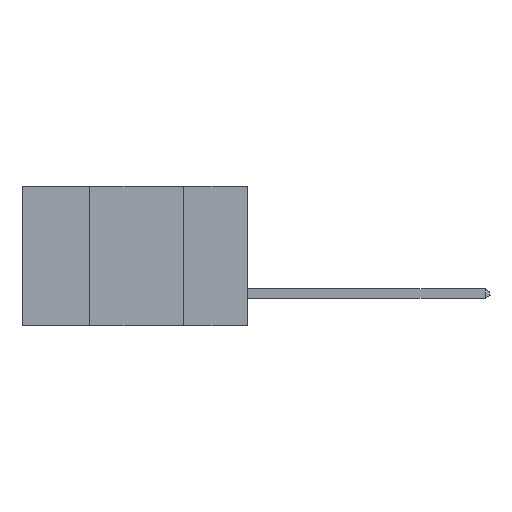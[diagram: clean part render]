
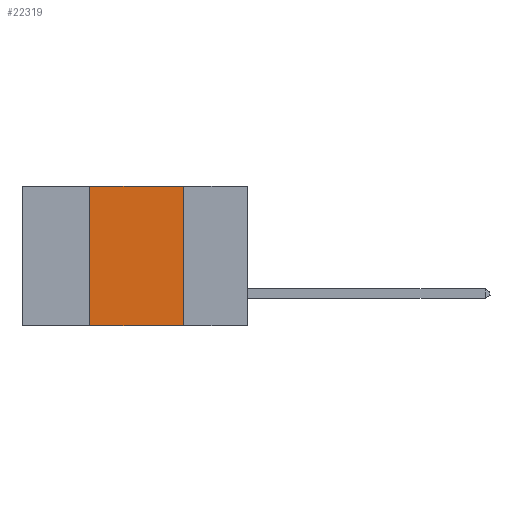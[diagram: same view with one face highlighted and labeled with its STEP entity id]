
A CAD part, left-side view. The second image highlights one B-rep face of the part: STEP entity #22319.
In plain terms, the highlighted planar face has unit normal (-1, 0, 0).
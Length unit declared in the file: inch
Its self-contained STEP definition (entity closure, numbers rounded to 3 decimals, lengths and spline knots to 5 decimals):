
#1200 = EDGE_CURVE ( 'NONE', #18315, #18172, #22493, .T. ) ;
#2632 = CARTESIAN_POINT ( 'NONE',  ( 0., 0.17, 0. ) ) ;
#3520 = VECTOR ( 'NONE', #11400, 39.37008 ) ;
#3824 = VERTEX_POINT ( 'NONE', #10880 ) ;
#4410 = ORIENTED_EDGE ( 'NONE', *, *, #1200, .T. ) ;
#4510 = DIRECTION ( 'NONE',  ( 0., 0., -1. ) ) ;
#4781 = LINE ( 'NONE', #17495, #18007 ) ;
#4891 = EDGE_CURVE ( 'NONE', #3824, #8275, #14319, .T. ) ;
#5149 = DIRECTION ( 'NONE',  ( 0., 0., -1. ) ) ;
#6022 = CARTESIAN_POINT ( 'NONE',  ( 0., 0.17, 0. ) ) ;
#6094 = CARTESIAN_POINT ( 'NONE',  ( 0., 0.6, 0. ) ) ;
#6438 = VECTOR ( 'NONE', #4510, 39.37008 ) ;
#6899 = DIRECTION ( 'NONE',  ( 0., 0., 1. ) ) ;
#7949 = DIRECTION ( 'NONE',  ( 0., -1., 0. ) ) ;
#8275 = VERTEX_POINT ( 'NONE', #6022 ) ;
#8729 = DIRECTION ( 'NONE',  ( 1., 0., 0. ) ) ;
#10880 = CARTESIAN_POINT ( 'NONE',  ( 0., 0.42, 0. ) ) ;
#11400 = DIRECTION ( 'NONE',  ( 0., -1., 0. ) ) ;
#11787 = AXIS2_PLACEMENT_3D ( 'NONE', #19259, #8729, #5149 ) ;
#12511 = FACE_OUTER_BOUND ( 'NONE', #19301, .T. ) ;
#12916 = ORIENTED_EDGE ( 'NONE', *, *, #4891, .F. ) ;
#12998 = EDGE_CURVE ( 'NONE', #18315, #3824, #4781, .T. ) ;
#14319 = LINE ( 'NONE', #6094, #18128 ) ;
#14584 = ORIENTED_EDGE ( 'NONE', *, *, #12998, .F. ) ;
#15334 = ORIENTED_EDGE ( 'NONE', *, *, #22185, .F. ) ;
#15608 = CARTESIAN_POINT ( 'NONE',  ( 0., 0.17, -0.37 ) ) ;
#17495 = CARTESIAN_POINT ( 'NONE',  ( 0., 0.42, 0. ) ) ;
#18007 = VECTOR ( 'NONE', #6899, 39.37008 ) ;
#18128 = VECTOR ( 'NONE', #7949, 39.37008 ) ;
#18172 = VERTEX_POINT ( 'NONE', #15608 ) ;
#18315 = VERTEX_POINT ( 'NONE', #21177 ) ;
#19259 = CARTESIAN_POINT ( 'NONE',  ( 0., 0.6, 0. ) ) ;
#19301 = EDGE_LOOP ( 'NONE', ( #15334, #12916, #14584, #4410 ) ) ;
#20732 = LINE ( 'NONE', #2632, #6438 ) ;
#21075 = PLANE ( 'NONE',  #11787 ) ;
#21177 = CARTESIAN_POINT ( 'NONE',  ( 0., 0.42, -0.37 ) ) ;
#21848 = CARTESIAN_POINT ( 'NONE',  ( 0., 0.6, -0.37 ) ) ;
#22185 = EDGE_CURVE ( 'NONE', #8275, #18172, #20732, .T. ) ;
#22319 = ADVANCED_FACE ( 'NONE', ( #12511 ), #21075, .F. ) ;
#22493 = LINE ( 'NONE', #21848, #3520 ) ;
